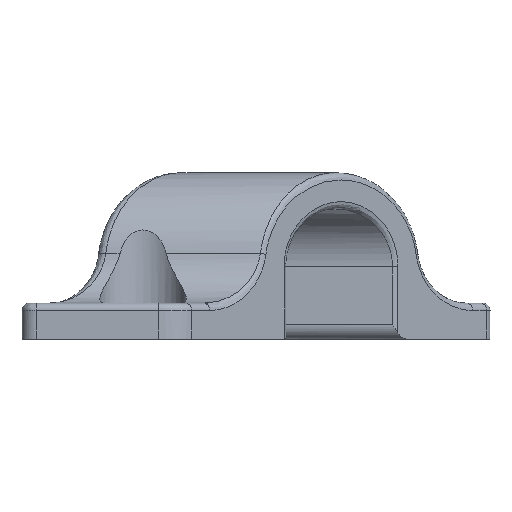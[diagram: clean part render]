
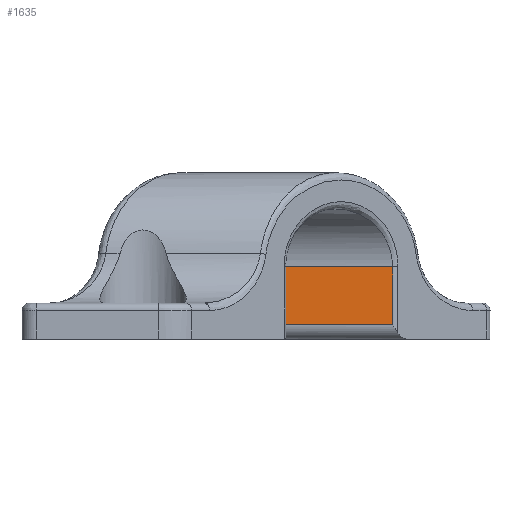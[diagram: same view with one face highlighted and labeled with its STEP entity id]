
A CAD part, front view. The second image highlights one B-rep face of the part: STEP entity #1635.
In plain terms, the highlighted planar face has unit normal (0, -1, 0).
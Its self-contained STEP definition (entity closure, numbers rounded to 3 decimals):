
#379 = VERTEX_POINT ( 'NONE', #535 ) ;
#394 = EDGE_LOOP ( 'NONE', ( #2308, #1988, #993, #2989 ) ) ;
#412 = VERTEX_POINT ( 'NONE', #2581 ) ;
#535 = CARTESIAN_POINT ( 'NONE',  ( -48.748, -3.121, 1. ) ) ;
#555 = VERTEX_POINT ( 'NONE', #2156 ) ;
#618 = VECTOR ( 'NONE', #850, 1000. ) ;
#624 = LINE ( 'NONE', #1068, #618 ) ;
#666 = VECTOR ( 'NONE', #1116, 1000. ) ;
#847 = VECTOR ( 'NONE', #1186, 1000. ) ;
#850 = DIRECTION ( 'NONE',  ( -1., 0., 0. ) ) ;
#993 = ORIENTED_EDGE ( 'NONE', *, *, #1217, .F. ) ;
#1036 = CARTESIAN_POINT ( 'NONE',  ( -48.748, -3.121, -9.1 ) ) ;
#1068 = CARTESIAN_POINT ( 'NONE',  ( -46.647, -3.121, 1. ) ) ;
#1107 = LINE ( 'NONE', #1185, #847 ) ;
#1116 = DIRECTION ( 'NONE',  ( 0., 0., 1. ) ) ;
#1185 = CARTESIAN_POINT ( 'NONE',  ( -46.647, -3.121, 5. ) ) ;
#1186 = DIRECTION ( 'NONE',  ( 1., 0., 0. ) ) ;
#1199 = EDGE_CURVE ( 'NONE', #2365, #412, #1107, .T. ) ;
#1206 = EDGE_CURVE ( 'NONE', #379, #2365, #1630, .T. ) ;
#1217 = EDGE_CURVE ( 'NONE', #555, #379, #624, .T. ) ;
#1312 = EDGE_CURVE ( 'NONE', #412, #555, #2729, .T. ) ;
#1630 = LINE ( 'NONE', #1036, #666 ) ;
#1635 = ADVANCED_FACE ( 'NONE', ( #2085 ), #2809, .T. ) ;
#1988 = ORIENTED_EDGE ( 'NONE', *, *, #1206, .F. ) ;
#2085 = FACE_OUTER_BOUND ( 'NONE', #394, .T. ) ;
#2156 = CARTESIAN_POINT ( 'NONE',  ( -38.076, -3.121, 1. ) ) ;
#2308 = ORIENTED_EDGE ( 'NONE', *, *, #1199, .F. ) ;
#2315 = CARTESIAN_POINT ( 'NONE',  ( -48.748, -3.121, 5. ) ) ;
#2365 = VERTEX_POINT ( 'NONE', #2315 ) ;
#2419 = DIRECTION ( 'NONE',  ( 0., 0., -1. ) ) ;
#2422 = CARTESIAN_POINT ( 'NONE',  ( -38.076, -3.121, -9.1 ) ) ;
#2581 = CARTESIAN_POINT ( 'NONE',  ( -38.076, -3.121, 5. ) ) ;
#2679 = AXIS2_PLACEMENT_3D ( 'NONE', #2801, #2701, #2697 ) ;
#2697 = DIRECTION ( 'NONE',  ( 0., 0., -1. ) ) ;
#2701 = DIRECTION ( 'NONE',  ( 0., -1., 0. ) ) ;
#2729 = LINE ( 'NONE', #2422, #2760 ) ;
#2760 = VECTOR ( 'NONE', #2419, 1000. ) ;
#2801 = CARTESIAN_POINT ( 'NONE',  ( -67.147, -3.121, 5. ) ) ;
#2809 = PLANE ( 'NONE',  #2679 ) ;
#2989 = ORIENTED_EDGE ( 'NONE', *, *, #1312, .F. ) ;
